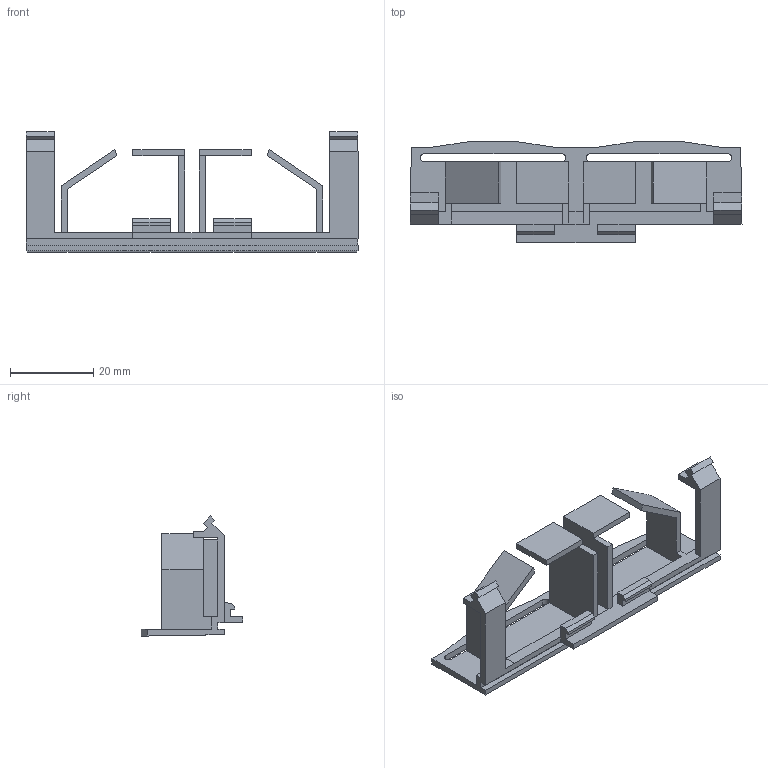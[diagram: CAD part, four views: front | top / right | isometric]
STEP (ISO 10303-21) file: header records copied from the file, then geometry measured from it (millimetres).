
FILE_DESCRIPTION (( 'STEP AP214' ), '1' );
FILE_NAME ('6115975.stp', '2016-06-21T09:58:04', ( '' ), ( '' ), 'SwSTEP 2.0', 'SolidWorks 2014', '' );
FILE_SCHEMA (( 'AUTOMOTIVE_DESIGN' ));
Length unit declared in the file: millimetre
Products named in the file (1): 6115975
Bounding box: 80 x 24.5 x 28.98 mm (x, y, z)
Volume: 5772.9 mm3; surface area: 8755.9 mm2
Topology: 1 solids, 1 shells, 107 faces, 312 edges, 205 vertices
Faces by surface type: plane 101, cylinder 6
Entity records: 3502 total; most frequent: CARTESIAN_POINT 643, ORIENTED_EDGE 624, DIRECTION 528, EDGE_CURVE 312, VECTOR 300, LINE 300, VERTEX_POINT 205, AXIS2_PLACEMENT_3D 114
